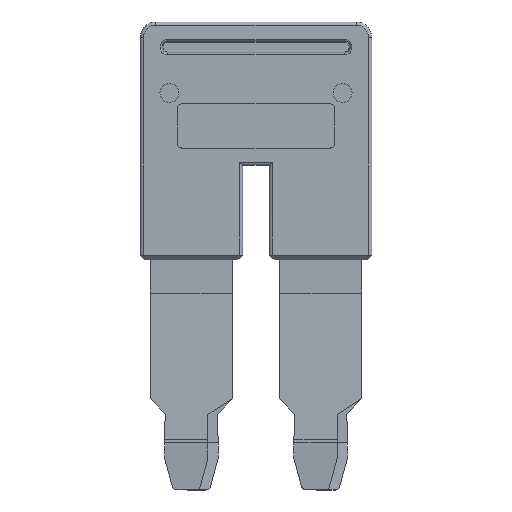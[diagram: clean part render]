
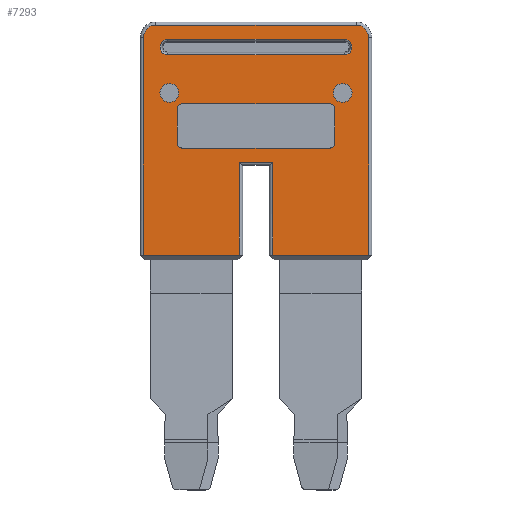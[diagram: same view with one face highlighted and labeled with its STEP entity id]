
A CAD part, top view. The second image highlights one B-rep face of the part: STEP entity #7293.
In plain terms, the highlighted planar face has unit normal (0, 0, 1).
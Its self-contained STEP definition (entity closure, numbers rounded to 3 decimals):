
#2151=CARTESIAN_POINT('',(7.15,-6.3,1.5));
#2153=CARTESIAN_POINT('',(1.05,-6.3,1.5));
#2159=DIRECTION('',(0.,-1.,0.));
#2160=VECTOR('',#2159,13.8);
#2161=CARTESIAN_POINT('',(-7.15,7.5,1.5));
#2162=LINE('',#2161,#2160);
#2163=CARTESIAN_POINT('',(-6.35,7.5,1.5));
#2164=DIRECTION('',(0.,0.,1.));
#2165=DIRECTION('',(0.,1.,0.));
#2166=AXIS2_PLACEMENT_3D('',#2163,#2164,#2165);
#2168=DIRECTION('',(-1.,0.,0.));
#2169=VECTOR('',#2168,12.7);
#2170=CARTESIAN_POINT('',(6.35,8.3,1.5));
#2171=LINE('',#2170,#2169);
#2172=CARTESIAN_POINT('',(6.35,7.5,1.5));
#2173=DIRECTION('',(0.,0.,1.));
#2174=DIRECTION('',(1.,0.,0.));
#2175=AXIS2_PLACEMENT_3D('',#2172,#2173,#2174);
#2177=DIRECTION('',(0.,1.,0.));
#2178=VECTOR('',#2177,13.8);
#2179=CARTESIAN_POINT('',(7.15,-6.3,1.5));
#2180=LINE('',#2179,#2178);
#2181=DIRECTION('',(1.,0.,0.));
#2182=VECTOR('',#2181,6.1);
#2183=CARTESIAN_POINT('',(1.05,-6.3,1.5));
#2184=LINE('',#2183,#2182);
#2185=DIRECTION('',(0.,-1.,0.));
#2186=VECTOR('',#2185,5.9);
#2187=CARTESIAN_POINT('',(1.05,-0.4,1.5));
#2188=LINE('',#2187,#2186);
#2189=DIRECTION('',(1.,0.,0.));
#2190=VECTOR('',#2189,2.1);
#2191=CARTESIAN_POINT('',(-1.05,-0.4,1.5));
#2192=LINE('',#2191,#2190);
#2193=DIRECTION('',(0.,1.,0.));
#2194=VECTOR('',#2193,5.9);
#2195=CARTESIAN_POINT('',(-1.05,-6.3,1.5));
#2196=LINE('',#2195,#2194);
#2197=DIRECTION('',(1.,0.,0.));
#2198=VECTOR('',#2197,6.1);
#2199=CARTESIAN_POINT('',(-7.15,-6.3,1.5));
#2200=LINE('',#2199,#2198);
#2201=DIRECTION('',(0.,1.,0.));
#2202=VECTOR('',#2201,2.2);
#2203=CARTESIAN_POINT('',(-5.,0.8,1.5));
#2204=LINE('',#2203,#2202);
#2205=DIRECTION('',(-1.,0.,0.));
#2206=VECTOR('',#2205,9.4);
#2207=CARTESIAN_POINT('',(4.7,0.5,1.5));
#2208=LINE('',#2207,#2206);
#2209=DIRECTION('',(0.,-1.,0.));
#2210=VECTOR('',#2209,2.2);
#2211=CARTESIAN_POINT('',(5.,3.,1.5));
#2212=LINE('',#2211,#2210);
#2213=DIRECTION('',(1.,0.,0.));
#2214=VECTOR('',#2213,9.4);
#2215=CARTESIAN_POINT('',(-4.7,3.3,1.5));
#2216=LINE('',#2215,#2214);
#2217=CARTESIAN_POINT('',(5.5,4.,1.5));
#2218=DIRECTION('',(0.,0.,-1.));
#2219=DIRECTION('',(-1.,0.,0.));
#2220=AXIS2_PLACEMENT_3D('',#2217,#2218,#2219);
#2222=CARTESIAN_POINT('',(5.5,4.,1.5));
#2223=DIRECTION('',(0.,0.,-1.));
#2224=DIRECTION('',(1.,0.,0.));
#2225=AXIS2_PLACEMENT_3D('',#2222,#2223,#2224);
#2227=CARTESIAN_POINT('',(-5.5,4.,1.5));
#2228=DIRECTION('',(0.,0.,-1.));
#2229=DIRECTION('',(-1.,0.,0.));
#2230=AXIS2_PLACEMENT_3D('',#2227,#2228,#2229);
#2232=CARTESIAN_POINT('',(-5.5,4.,1.5));
#2233=DIRECTION('',(0.,0.,-1.));
#2234=DIRECTION('',(1.,0.,0.));
#2235=AXIS2_PLACEMENT_3D('',#2232,#2233,#2234);
#2237=DIRECTION('',(1.,0.,0.));
#2238=VECTOR('',#2237,11.2);
#2239=CARTESIAN_POINT('',(-5.6,7.392,1.5));
#2240=LINE('',#2239,#2238);
#2241=CARTESIAN_POINT('',(-5.6,6.9,1.5));
#2242=DIRECTION('',(0.,0.,-1.));
#2243=DIRECTION('',(0.,-1.,0.));
#2244=AXIS2_PLACEMENT_3D('',#2241,#2242,#2243);
#2246=DIRECTION('',(-1.,0.,0.));
#2247=VECTOR('',#2246,11.2);
#2248=CARTESIAN_POINT('',(5.6,6.408,1.5));
#2249=LINE('',#2248,#2247);
#2250=CARTESIAN_POINT('',(5.6,6.9,1.5));
#2251=DIRECTION('',(0.,0.,-1.));
#2252=DIRECTION('',(0.,1.,0.));
#2253=AXIS2_PLACEMENT_3D('',#2250,#2251,#2252);
#2260=CARTESIAN_POINT('',(-7.15,-6.3,1.5));
#2270=CARTESIAN_POINT('',(-1.05,-6.3,1.5));
#2587=CARTESIAN_POINT('',(-4.7,3.,1.5));
#2588=DIRECTION('',(0.,0.,-1.));
#2589=DIRECTION('',(-1.,0.,0.));
#2590=AXIS2_PLACEMENT_3D('',#2587,#2588,#2589);
#2600=CARTESIAN_POINT('',(4.7,3.,1.5));
#2601=DIRECTION('',(0.,0.,-1.));
#2602=DIRECTION('',(0.,1.,0.));
#2603=AXIS2_PLACEMENT_3D('',#2600,#2601,#2602);
#2613=CARTESIAN_POINT('',(4.7,0.8,1.5));
#2614=DIRECTION('',(0.,0.,-1.));
#2615=DIRECTION('',(1.,0.,0.));
#2616=AXIS2_PLACEMENT_3D('',#2613,#2614,#2615);
#2626=CARTESIAN_POINT('',(-4.7,0.8,1.5));
#2627=DIRECTION('',(0.,0.,-1.));
#2628=DIRECTION('',(0.,-1.,0.));
#2629=AXIS2_PLACEMENT_3D('',#2626,#2627,#2628);
#5677=VERTEX_POINT('',#2260);
#5682=CARTESIAN_POINT('',(-7.15,7.5,1.5));
#5683=VERTEX_POINT('',#5682);
#5684=CARTESIAN_POINT('',(-6.35,8.3,1.5));
#5685=VERTEX_POINT('',#5684);
#5688=CARTESIAN_POINT('',(6.35,8.3,1.5));
#5689=VERTEX_POINT('',#5688);
#5692=CARTESIAN_POINT('',(7.15,7.5,1.5));
#5693=VERTEX_POINT('',#5692);
#5698=VERTEX_POINT('',#2151);
#5713=VERTEX_POINT('',#2153);
#5718=CARTESIAN_POINT('',(1.05,-0.4,1.5));
#5719=VERTEX_POINT('',#5718);
#5722=CARTESIAN_POINT('',(-1.05,-0.4,1.5));
#5723=VERTEX_POINT('',#5722);
#5726=VERTEX_POINT('',#2270);
#6668=CARTESIAN_POINT('',(-4.7,3.3,1.5));
#6670=VERTEX_POINT('',#6668);
#6673=CARTESIAN_POINT('',(-5.,3.,1.5));
#6674=VERTEX_POINT('',#6673);
#6676=CARTESIAN_POINT('',(-5.,0.8,1.5));
#6678=VERTEX_POINT('',#6676);
#6681=CARTESIAN_POINT('',(-4.7,0.5,1.5));
#6682=VERTEX_POINT('',#6681);
#6684=CARTESIAN_POINT('',(5.,3.,1.5));
#6686=VERTEX_POINT('',#6684);
#6689=CARTESIAN_POINT('',(4.7,3.3,1.5));
#6690=VERTEX_POINT('',#6689);
#6692=CARTESIAN_POINT('',(4.7,0.5,1.5));
#6694=VERTEX_POINT('',#6692);
#6697=CARTESIAN_POINT('',(5.,0.8,1.5));
#6698=VERTEX_POINT('',#6697);
#6755=CARTESIAN_POINT('',(4.9,4.,1.5));
#6756=CARTESIAN_POINT('',(6.1,4.,1.5));
#6757=VERTEX_POINT('',#6755);
#6758=VERTEX_POINT('',#6756);
#6759=CARTESIAN_POINT('',(-6.1,4.,1.5));
#6760=CARTESIAN_POINT('',(-4.9,4.,1.5));
#6761=VERTEX_POINT('',#6759);
#6762=VERTEX_POINT('',#6760);
#6795=CARTESIAN_POINT('',(-5.6,7.392,1.5));
#6796=CARTESIAN_POINT('',(5.6,7.392,1.5));
#6797=VERTEX_POINT('',#6795);
#6798=VERTEX_POINT('',#6796);
#6803=CARTESIAN_POINT('',(5.6,6.408,1.5));
#6804=VERTEX_POINT('',#6803);
#6807=CARTESIAN_POINT('',(-5.6,6.408,1.5));
#6808=VERTEX_POINT('',#6807);
#7228=CARTESIAN_POINT('',(0.,0.,1.5));
#7229=DIRECTION('',(0.,0.,1.));
#7230=DIRECTION('',(1.,0.,0.));
#7231=AXIS2_PLACEMENT_3D('',#7228,#7229,#7230);
#7232=PLANE('',#7231);
#7234=ORIENTED_EDGE('',*,*,#7233,.F.);
#7236=ORIENTED_EDGE('',*,*,#7235,.F.);
#7238=ORIENTED_EDGE('',*,*,#7237,.F.);
#7240=ORIENTED_EDGE('',*,*,#7239,.F.);
#7241=ORIENTED_EDGE('',*,*,#7220,.F.);
#7242=ORIENTED_EDGE('',*,*,#7208,.F.);
#7244=ORIENTED_EDGE('',*,*,#7243,.F.);
#7246=ORIENTED_EDGE('',*,*,#7245,.F.);
#7248=ORIENTED_EDGE('',*,*,#7247,.F.);
#7250=ORIENTED_EDGE('',*,*,#7249,.F.);
#7251=EDGE_LOOP('',(#7234,#7236,#7238,#7240,#7241,#7242,#7244,#7246,#7248,
#7250));
#7252=FACE_OUTER_BOUND('',#7251,.F.);
#7254=ORIENTED_EDGE('',*,*,#7253,.F.);
#7256=ORIENTED_EDGE('',*,*,#7255,.F.);
#7258=ORIENTED_EDGE('',*,*,#7257,.F.);
#7260=ORIENTED_EDGE('',*,*,#7259,.F.);
#7262=ORIENTED_EDGE('',*,*,#7261,.F.);
#7264=ORIENTED_EDGE('',*,*,#7263,.F.);
#7266=ORIENTED_EDGE('',*,*,#7265,.F.);
#7268=ORIENTED_EDGE('',*,*,#7267,.F.);
#7269=EDGE_LOOP('',(#7254,#7256,#7258,#7260,#7262,#7264,#7266,#7268));
#7270=FACE_BOUND('',#7269,.F.);
#7272=ORIENTED_EDGE('',*,*,#7271,.F.);
#7274=ORIENTED_EDGE('',*,*,#7273,.F.);
#7275=EDGE_LOOP('',(#7272,#7274));
#7276=FACE_BOUND('',#7275,.F.);
#7278=ORIENTED_EDGE('',*,*,#7277,.F.);
#7280=ORIENTED_EDGE('',*,*,#7279,.F.);
#7281=EDGE_LOOP('',(#7278,#7280));
#7282=FACE_BOUND('',#7281,.F.);
#7284=ORIENTED_EDGE('',*,*,#7283,.F.);
#7286=ORIENTED_EDGE('',*,*,#7285,.F.);
#7288=ORIENTED_EDGE('',*,*,#7287,.F.);
#7290=ORIENTED_EDGE('',*,*,#7289,.F.);
#7291=EDGE_LOOP('',(#7284,#7286,#7288,#7290));
#7292=FACE_BOUND('',#7291,.F.);
#7293=ADVANCED_FACE('',(#7252,#7270,#7276,#7282,#7292),#7232,.T.);
#2167=CIRCLE('',#2166,0.8);
#2176=CIRCLE('',#2175,0.8);
#2221=CIRCLE('',#2220,0.6);
#2226=CIRCLE('',#2225,0.6);
#2231=CIRCLE('',#2230,0.6);
#2236=CIRCLE('',#2235,0.6);
#2245=CIRCLE('',#2244,0.492);
#2254=CIRCLE('',#2253,0.492);
#2591=CIRCLE('',#2590,0.3);
#2604=CIRCLE('',#2603,0.3);
#2617=CIRCLE('',#2616,0.3);
#2630=CIRCLE('',#2629,0.3);
#7208=EDGE_CURVE('',#5713,#5698,#2184,.T.);
#7220=EDGE_CURVE('',#5698,#5693,#2180,.T.);
#7233=EDGE_CURVE('',#5683,#5677,#2162,.T.);
#7235=EDGE_CURVE('',#5685,#5683,#2167,.T.);
#7237=EDGE_CURVE('',#5689,#5685,#2171,.T.);
#7239=EDGE_CURVE('',#5693,#5689,#2176,.T.);
#7243=EDGE_CURVE('',#5719,#5713,#2188,.T.);
#7245=EDGE_CURVE('',#5723,#5719,#2192,.T.);
#7247=EDGE_CURVE('',#5726,#5723,#2196,.T.);
#7249=EDGE_CURVE('',#5677,#5726,#2200,.T.);
#7253=EDGE_CURVE('',#6678,#6674,#2204,.T.);
#7255=EDGE_CURVE('',#6682,#6678,#2630,.T.);
#7257=EDGE_CURVE('',#6694,#6682,#2208,.T.);
#7259=EDGE_CURVE('',#6698,#6694,#2617,.T.);
#7261=EDGE_CURVE('',#6686,#6698,#2212,.T.);
#7263=EDGE_CURVE('',#6690,#6686,#2604,.T.);
#7265=EDGE_CURVE('',#6670,#6690,#2216,.T.);
#7267=EDGE_CURVE('',#6674,#6670,#2591,.T.);
#7271=EDGE_CURVE('',#6757,#6758,#2221,.T.);
#7273=EDGE_CURVE('',#6758,#6757,#2226,.T.);
#7277=EDGE_CURVE('',#6761,#6762,#2231,.T.);
#7279=EDGE_CURVE('',#6762,#6761,#2236,.T.);
#7283=EDGE_CURVE('',#6797,#6798,#2240,.T.);
#7285=EDGE_CURVE('',#6808,#6797,#2245,.T.);
#7287=EDGE_CURVE('',#6804,#6808,#2249,.T.);
#7289=EDGE_CURVE('',#6798,#6804,#2254,.T.);
